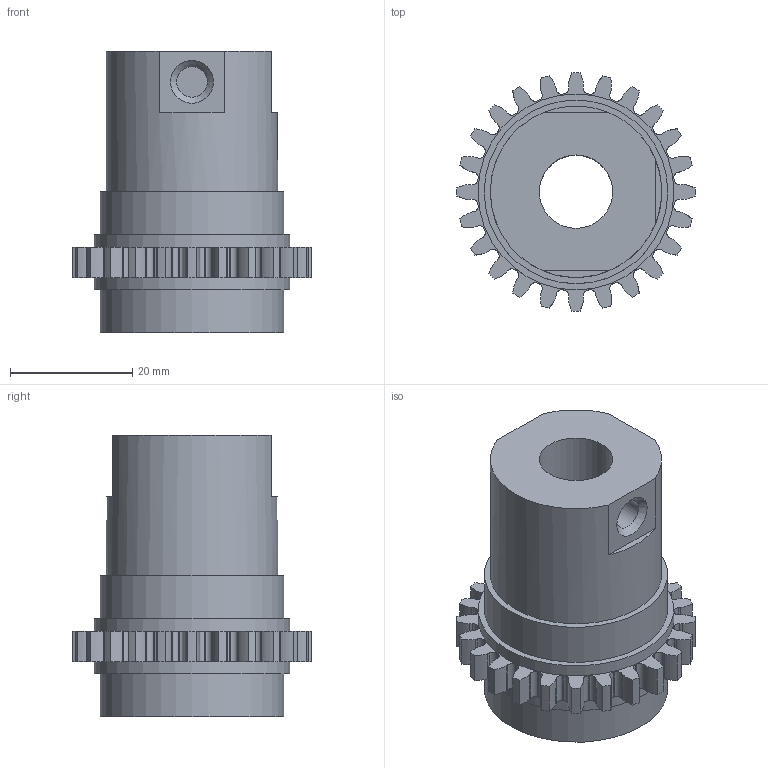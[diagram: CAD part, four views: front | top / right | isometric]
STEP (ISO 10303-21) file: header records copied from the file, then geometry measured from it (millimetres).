
FILE_DESCRIPTION(/* description */ (''),/* implementation_level */ '2;1');
FILE_NAME(/* name */ 'shaft_gear.step',/* time_stamp */ '2026-02-16T15:17:03-08:00',/* author */ (''),/* organization */ (''),/* preprocessor_version */ 'ST-DEVELOPER v20.1',/* originating_system */ 'Autodesk Translation Framework v14.24.0.0',/* authorisation */ '');
FILE_SCHEMA (('AUTOMOTIVE_DESIGN { 1 0 10303 214 3 1 1 }'));
Length unit declared in the file: millimetre
Products named in the file (5): Manuel 1.0; V4 robot arm; Geared wrist; Bottom gearbox; Shaft gear (2)
Assembly tree (4 placements, depth 5):
  Manuel 1.0
    V4 robot arm
      Geared wrist
        Bottom gearbox
          Shaft gear (2)
Bounding box: 39 x 39 x 46 mm (x, y, z)
Volume: 26461.6 mm3; surface area: 8656.7 mm2
Topology: 1 solids, 1 shells, 220 faces, 627 edges, 417 vertices
Faces by surface type: cylinder 105, plane 64, bspline 48, cone 3
Full cylindrical faces by diameter (mm): 5 x3, 12 x1, 28 x1, 30 x2, 32 x2
Entity records: 21126 total; most frequent: CARTESIAN_POINT 15529, ORIENTED_EDGE 1254, DIRECTION 1112, EDGE_CURVE 627, VERTEX_POINT 417, AXIS2_PLACEMENT_3D 400, LINE 312, VECTOR 312
